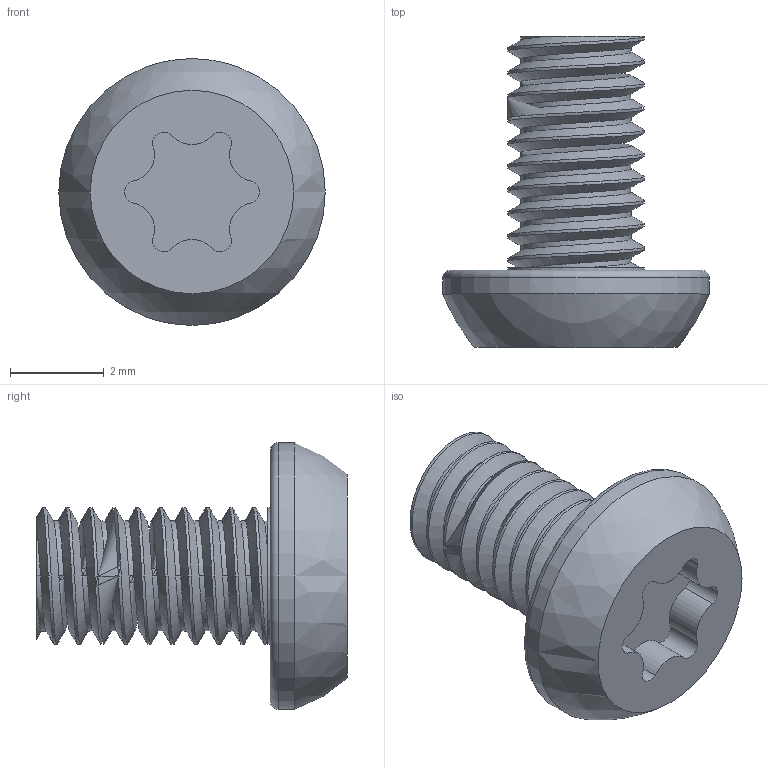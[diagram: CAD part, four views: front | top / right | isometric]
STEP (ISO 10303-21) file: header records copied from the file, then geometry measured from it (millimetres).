
FILE_DESCRIPTION(/* description */ (''),/* implementation_level */ '2;1');
FILE_NAME(/* name */ 'SHB-M3-5-A2.step',/* time_stamp */ '2018-05-31T09:58:05+01:00',/* author */ (''),/* organization */ (''),/* preprocessor_version */ 'ST-DEVELOPER v17',/* originating_system */ 'Autodesk Translation Framework v7.1.0.215',/* authorisation */ '');
FILE_SCHEMA (('AUTOMOTIVE_DESIGN { 1 0 10303 214 3 1 1 }'));
Length unit declared in the file: millimetre
Products named in the file (1): (Unsaved)
Bounding box: 5.7 x 6.65 x 5.7 mm (x, y, z)
Volume: 64.3 mm3; surface area: 169.2 mm2
Topology: 2 solids, 2 shells, 48 faces, 124 edges, 82 vertices
Faces by surface type: cylinder 38, plane 6, bspline 2, torus 1, sphere 1
Full cylindrical faces by diameter (mm): 2.356 x11, 2.927 x11, 5.7 x1
Entity records: 2370 total; most frequent: CARTESIAN_POINT 1528, ORIENTED_EDGE 248, EDGE_CURVE 124, VERTEX_POINT 82, AXIS2_PLACEMENT_3D 54, EDGE_LOOP 50, FACE_OUTER_BOUND 48, ADVANCED_FACE 48
